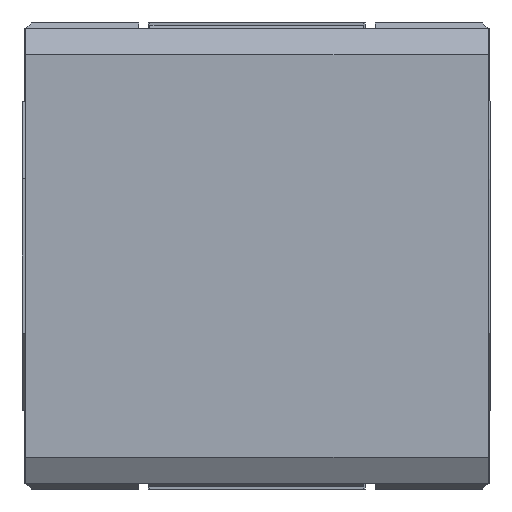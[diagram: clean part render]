
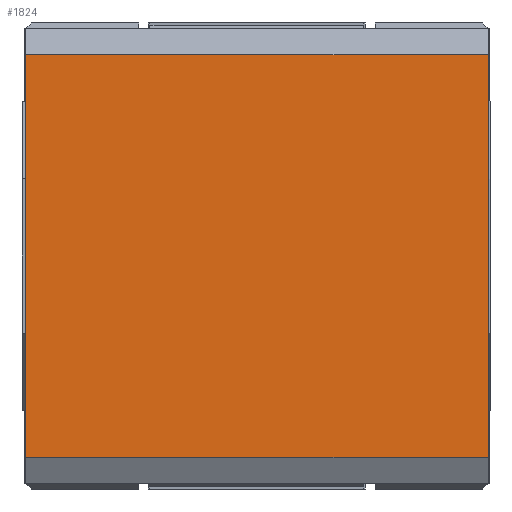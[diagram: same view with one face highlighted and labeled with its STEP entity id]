
A CAD part, front view. The second image highlights one B-rep face of the part: STEP entity #1824.
In plain terms, the highlighted planar face has unit normal (0, -1, 0).
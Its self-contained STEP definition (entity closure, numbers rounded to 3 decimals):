
#1014=CARTESIAN_POINT('',(30.25,-32.5,26.336));
#1015=VERTEX_POINT('',#1014);
#1022=CARTESIAN_POINT('',(30.25,-32.5,-26.336));
#1023=VERTEX_POINT('',#1022);
#1024=CARTESIAN_POINT('',(30.25,-32.5,12358.168));
#1025=DIRECTION('',(-0.,-0.,-1.));
#1026=VECTOR('',#1025,24690.);
#1027=LINE('',#1024,#1026);
#1028=EDGE_CURVE('',#1015,#1023,#1027,.T.);
#1274=CARTESIAN_POINT('',(-30.25,-32.5,-26.336));
#1275=VERTEX_POINT('',#1274);
#1282=CARTESIAN_POINT('',(-30.25,-32.5,26.336));
#1283=VERTEX_POINT('',#1282);
#1284=CARTESIAN_POINT('',(-30.25,-32.5,12358.168));
#1285=DIRECTION('',(-0.,-0.,-1.));
#1286=VECTOR('',#1285,24690.);
#1287=LINE('',#1284,#1286);
#1288=EDGE_CURVE('',#1283,#1275,#1287,.T.);
#1799=CARTESIAN_POINT('',(12375.25,-32.5,-26.336));
#1800=DIRECTION('',(-1.,0.,0.));
#1801=VECTOR('',#1800,24690.);
#1802=LINE('',#1799,#1801);
#1803=EDGE_CURVE('',#1023,#1275,#1802,.T.);
#1808=CARTESIAN_POINT('',(30.25,-32.5,26.336));
#1809=DIRECTION('',(0.,1.,0.));
#1810=DIRECTION('',(0.,0.,1.));
#1811=AXIS2_PLACEMENT_3D('',#1808,#1809,#1810);
#1812=PLANE('',#1811);
#1813=ORIENTED_EDGE('',*,*,#1288,.T.);
#1814=ORIENTED_EDGE('',*,*,#1803,.F.);
#1815=ORIENTED_EDGE('',*,*,#1028,.F.);
#1816=CARTESIAN_POINT('',(12375.25,-32.5,26.336));
#1817=DIRECTION('',(-1.,0.,0.));
#1818=VECTOR('',#1817,24690.);
#1819=LINE('',#1816,#1818);
#1820=EDGE_CURVE('',#1015,#1283,#1819,.T.);
#1821=ORIENTED_EDGE('',*,*,#1820,.T.);
#1822=EDGE_LOOP('',(#1813,#1814,#1815,#1821));
#1823=FACE_BOUND('',#1822,.T.);
#1824=ADVANCED_FACE('',(#1823),#1812,.F.);
